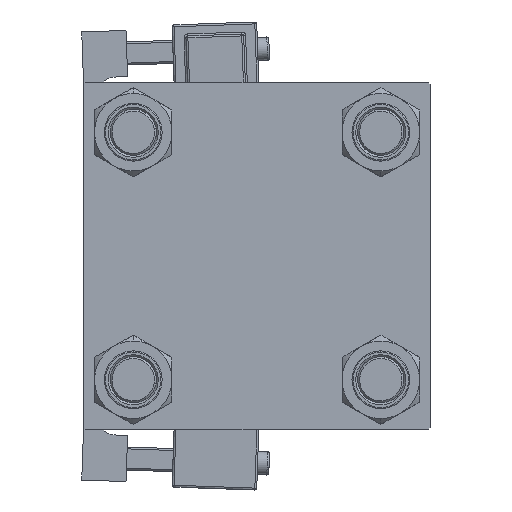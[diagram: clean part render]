
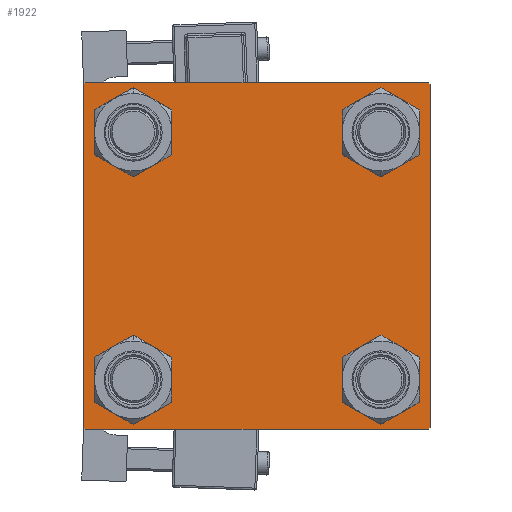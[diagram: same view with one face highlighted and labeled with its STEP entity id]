
A CAD part, left-side view. The second image highlights one B-rep face of the part: STEP entity #1922.
In plain terms, the highlighted planar face has unit normal (-1, 0, 0).
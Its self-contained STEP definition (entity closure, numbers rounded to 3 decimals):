
#28 = VECTOR ( 'NONE', #10439, 1000. ) ;
#132 = CARTESIAN_POINT ( 'NONE',  ( 0., 45., 44.5 ) ) ;
#807 = LINE ( 'NONE', #46039, #4518 ) ;
#1361 = VERTEX_POINT ( 'NONE', #10984 ) ;
#1512 = AXIS2_PLACEMENT_3D ( 'NONE', #12183, #15704, #15176 ) ;
#1922 = ADVANCED_FACE ( 'NONE', ( #45123, #36991, #15886, #16409, #8023 ), #11287, .T. ) ;
#1949 = EDGE_LOOP ( 'NONE', ( #33040, #49055, #42370, #10705, #10966, #8706, #50895, #34146 ) ) ;
#2087 = DIRECTION ( 'NONE',  ( 0., 0.707, 0.707 ) ) ;
#2380 = AXIS2_PLACEMENT_3D ( 'NONE', #30455, #51623, #14497 ) ;
#2405 = LINE ( 'NONE', #35443, #40966 ) ;
#2848 = VECTOR ( 'NONE', #53269, 1000. ) ;
#3099 = EDGE_CURVE ( 'NONE', #18211, #20857, #52167, .T. ) ;
#3696 = CIRCLE ( 'NONE', #32221, 6.5 ) ;
#3809 = CARTESIAN_POINT ( 'NONE',  ( 0., 44.5, 45. ) ) ;
#4035 = VECTOR ( 'NONE', #9122, 1000. ) ;
#4102 = CARTESIAN_POINT ( 'NONE',  ( 0., 32.15, -32.15 ) ) ;
#4518 = VECTOR ( 'NONE', #46577, 1000. ) ;
#5631 = VERTEX_POINT ( 'NONE', #45072 ) ;
#5698 = VERTEX_POINT ( 'NONE', #53487 ) ;
#5967 = EDGE_LOOP ( 'NONE', ( #39383, #46338 ) ) ;
#6371 = CARTESIAN_POINT ( 'NONE',  ( 0., -32.15, 32.15 ) ) ;
#6630 = DIRECTION ( 'NONE',  ( 0., 0., 1. ) ) ;
#7104 = CARTESIAN_POINT ( 'NONE',  ( 0., 44.5, -45. ) ) ;
#7504 = EDGE_CURVE ( 'NONE', #41690, #1361, #807, .T. ) ;
#7660 = ORIENTED_EDGE ( 'NONE', *, *, #32267, .T. ) ;
#8023 = FACE_OUTER_BOUND ( 'NONE', #1949, .T. ) ;
#8706 = ORIENTED_EDGE ( 'NONE', *, *, #36615, .T. ) ;
#8801 = EDGE_CURVE ( 'NONE', #37166, #19967, #32643, .T. ) ;
#9122 = DIRECTION ( 'NONE',  ( 0., -1., 0. ) ) ;
#9261 = DIRECTION ( 'NONE',  ( 1., 0., 0. ) ) ;
#10214 = LINE ( 'NONE', #34038, #27472 ) ;
#10439 = DIRECTION ( 'NONE',  ( 0., -1., 0. ) ) ;
#10705 = ORIENTED_EDGE ( 'NONE', *, *, #29213, .T. ) ;
#10774 = CARTESIAN_POINT ( 'NONE',  ( 0., -45., 44.5 ) ) ;
#10954 = DIRECTION ( 'NONE',  ( 1., 0., 0. ) ) ;
#10966 = ORIENTED_EDGE ( 'NONE', *, *, #7504, .F. ) ;
#10984 = CARTESIAN_POINT ( 'NONE',  ( 0., -45., -44.5 ) ) ;
#11033 = AXIS2_PLACEMENT_3D ( 'NONE', #38869, #10954, #39664 ) ;
#11287 = PLANE ( 'NONE',  #25931 ) ;
#12183 = CARTESIAN_POINT ( 'NONE',  ( 0., -32.15, 32.15 ) ) ;
#13372 = VERTEX_POINT ( 'NONE', #132 ) ;
#14173 = EDGE_LOOP ( 'NONE', ( #44648, #14571 ) ) ;
#14497 = DIRECTION ( 'NONE',  ( 0., 0., 1. ) ) ;
#14571 = ORIENTED_EDGE ( 'NONE', *, *, #32867, .T. ) ;
#15176 = DIRECTION ( 'NONE',  ( 0., 0., 1. ) ) ;
#15449 = EDGE_CURVE ( 'NONE', #18211, #13372, #49657, .T. ) ;
#15704 = DIRECTION ( 'NONE',  ( 1., 0., 0. ) ) ;
#15886 = FACE_BOUND ( 'NONE', #5967, .T. ) ;
#16403 = CARTESIAN_POINT ( 'NONE',  ( 0., 44.75, -44.75 ) ) ;
#16409 = FACE_BOUND ( 'NONE', #50406, .T. ) ;
#16452 = ORIENTED_EDGE ( 'NONE', *, *, #35401, .T. ) ;
#16493 = DIRECTION ( 'NONE',  ( 0., 0., 1. ) ) ;
#17074 = DIRECTION ( 'NONE',  ( 0., -0.707, 0.707 ) ) ;
#17420 = EDGE_CURVE ( 'NONE', #13372, #37166, #2405, .T. ) ;
#18211 = VERTEX_POINT ( 'NONE', #3809 ) ;
#18414 = EDGE_CURVE ( 'NONE', #22338, #24719, #3696, .T. ) ;
#18557 = DIRECTION ( 'NONE',  ( 1., 0., 0. ) ) ;
#19040 = CARTESIAN_POINT ( 'NONE',  ( 0., -44.5, -45. ) ) ;
#19626 = CARTESIAN_POINT ( 'NONE',  ( 0., -44.5, 45. ) ) ;
#19967 = VERTEX_POINT ( 'NONE', #7104 ) ;
#20344 = EDGE_CURVE ( 'NONE', #5631, #34648, #40113, .T. ) ;
#20525 = DIRECTION ( 'NONE',  ( 1., 0., 0. ) ) ;
#20857 = VERTEX_POINT ( 'NONE', #19626 ) ;
#20915 = CARTESIAN_POINT ( 'NONE',  ( 0., 44.75, 44.75 ) ) ;
#21165 = DIRECTION ( 'NONE',  ( 1., 0., 0. ) ) ;
#21589 = CARTESIAN_POINT ( 'NONE',  ( 0., 32.15, -25.65 ) ) ;
#22338 = VERTEX_POINT ( 'NONE', #32078 ) ;
#24719 = VERTEX_POINT ( 'NONE', #25322 ) ;
#25322 = CARTESIAN_POINT ( 'NONE',  ( 0., -32.15, -38.65 ) ) ;
#25629 = ORIENTED_EDGE ( 'NONE', *, *, #20344, .T. ) ;
#25931 = AXIS2_PLACEMENT_3D ( 'NONE', #32119, #49467, #40511 ) ;
#27472 = VECTOR ( 'NONE', #2087, 1000. ) ;
#28707 = EDGE_CURVE ( 'NONE', #40187, #5698, #40408, .T. ) ;
#28842 = CARTESIAN_POINT ( 'NONE',  ( 0., 32.15, -38.65 ) ) ;
#29157 = VECTOR ( 'NONE', #17074, 1000. ) ;
#29213 = EDGE_CURVE ( 'NONE', #44414, #1361, #33044, .T. ) ;
#29866 = EDGE_CURVE ( 'NONE', #46468, #49195, #52588, .T. ) ;
#30002 = CARTESIAN_POINT ( 'NONE',  ( 0., 32.15, 32.15 ) ) ;
#30455 = CARTESIAN_POINT ( 'NONE',  ( 0., 32.15, -32.15 ) ) ;
#30493 = CARTESIAN_POINT ( 'NONE',  ( 0., 45., -45. ) ) ;
#31482 = EDGE_CURVE ( 'NONE', #19967, #44414, #46497, .T. ) ;
#32078 = CARTESIAN_POINT ( 'NONE',  ( 0., -32.15, -25.65 ) ) ;
#32119 = CARTESIAN_POINT ( 'NONE',  ( 0., 0., 0. ) ) ;
#32221 = AXIS2_PLACEMENT_3D ( 'NONE', #33507, #20525, #45981 ) ;
#32267 = EDGE_CURVE ( 'NONE', #34648, #5631, #48201, .T. ) ;
#32643 = LINE ( 'NONE', #16403, #2848 ) ;
#32861 = EDGE_CURVE ( 'NONE', #49195, #46468, #51744, .T. ) ;
#32867 = EDGE_CURVE ( 'NONE', #24719, #22338, #44786, .T. ) ;
#32919 = ORIENTED_EDGE ( 'NONE', *, *, #28707, .T. ) ;
#33040 = ORIENTED_EDGE ( 'NONE', *, *, #17420, .T. ) ;
#33044 = LINE ( 'NONE', #41165, #29157 ) ;
#33507 = CARTESIAN_POINT ( 'NONE',  ( 0., -32.15, -32.15 ) ) ;
#33530 = AXIS2_PLACEMENT_3D ( 'NONE', #4102, #21165, #37941 ) ;
#34038 = CARTESIAN_POINT ( 'NONE',  ( 0., -44.75, 44.75 ) ) ;
#34146 = ORIENTED_EDGE ( 'NONE', *, *, #15449, .T. ) ;
#34648 = VERTEX_POINT ( 'NONE', #50633 ) ;
#34734 = CARTESIAN_POINT ( 'NONE',  ( 0., -32.15, 25.65 ) ) ;
#35401 = EDGE_CURVE ( 'NONE', #5698, #40187, #38708, .T. ) ;
#35443 = CARTESIAN_POINT ( 'NONE',  ( 0., 45., 45. ) ) ;
#36615 = EDGE_CURVE ( 'NONE', #41690, #20857, #10214, .T. ) ;
#36991 = FACE_BOUND ( 'NONE', #14173, .T. ) ;
#37166 = VERTEX_POINT ( 'NONE', #39904 ) ;
#37308 = DIRECTION ( 'NONE',  ( 0., 0., -1. ) ) ;
#37825 = AXIS2_PLACEMENT_3D ( 'NONE', #6371, #18557, #6630 ) ;
#37941 = DIRECTION ( 'NONE',  ( 0., 0., 1. ) ) ;
#38708 = CIRCLE ( 'NONE', #1512, 6.5 ) ;
#38773 = CARTESIAN_POINT ( 'NONE',  ( 0., 32.15, 32.15 ) ) ;
#38869 = CARTESIAN_POINT ( 'NONE',  ( 0., -32.15, -32.15 ) ) ;
#38878 = CARTESIAN_POINT ( 'NONE',  ( 0., 45., 45. ) ) ;
#39212 = VECTOR ( 'NONE', #49919, 1000. ) ;
#39383 = ORIENTED_EDGE ( 'NONE', *, *, #32861, .T. ) ;
#39664 = DIRECTION ( 'NONE',  ( 0., 0., 1. ) ) ;
#39904 = CARTESIAN_POINT ( 'NONE',  ( 0., 45., -44.5 ) ) ;
#40113 = CIRCLE ( 'NONE', #49659, 6.5 ) ;
#40187 = VERTEX_POINT ( 'NONE', #34734 ) ;
#40408 = CIRCLE ( 'NONE', #37825, 6.5 ) ;
#40511 = DIRECTION ( 'NONE',  ( 0., 0., 1. ) ) ;
#40966 = VECTOR ( 'NONE', #37308, 1000. ) ;
#41165 = CARTESIAN_POINT ( 'NONE',  ( 0., -44.75, -44.75 ) ) ;
#41690 = VERTEX_POINT ( 'NONE', #10774 ) ;
#42370 = ORIENTED_EDGE ( 'NONE', *, *, #31482, .T. ) ;
#44414 = VERTEX_POINT ( 'NONE', #19040 ) ;
#44648 = ORIENTED_EDGE ( 'NONE', *, *, #18414, .T. ) ;
#44786 = CIRCLE ( 'NONE', #11033, 6.5 ) ;
#45072 = CARTESIAN_POINT ( 'NONE',  ( 0., 32.15, 38.65 ) ) ;
#45123 = FACE_BOUND ( 'NONE', #47815, .T. ) ;
#45981 = DIRECTION ( 'NONE',  ( 0., 0., 1. ) ) ;
#46039 = CARTESIAN_POINT ( 'NONE',  ( 0., -45., 45. ) ) ;
#46338 = ORIENTED_EDGE ( 'NONE', *, *, #29866, .T. ) ;
#46468 = VERTEX_POINT ( 'NONE', #28842 ) ;
#46497 = LINE ( 'NONE', #30493, #4035 ) ;
#46577 = DIRECTION ( 'NONE',  ( 0., 0., -1. ) ) ;
#47815 = EDGE_LOOP ( 'NONE', ( #16452, #32919 ) ) ;
#48201 = CIRCLE ( 'NONE', #49948, 6.5 ) ;
#49055 = ORIENTED_EDGE ( 'NONE', *, *, #8801, .T. ) ;
#49195 = VERTEX_POINT ( 'NONE', #21589 ) ;
#49467 = DIRECTION ( 'NONE',  ( -1., 0., 0. ) ) ;
#49657 = LINE ( 'NONE', #20915, #39212 ) ;
#49659 = AXIS2_PLACEMENT_3D ( 'NONE', #30002, #50632, #16493 ) ;
#49919 = DIRECTION ( 'NONE',  ( 0., 0.707, -0.707 ) ) ;
#49948 = AXIS2_PLACEMENT_3D ( 'NONE', #38773, #9261, #51268 ) ;
#50406 = EDGE_LOOP ( 'NONE', ( #25629, #7660 ) ) ;
#50632 = DIRECTION ( 'NONE',  ( 1., 0., 0. ) ) ;
#50633 = CARTESIAN_POINT ( 'NONE',  ( 0., 32.15, 25.65 ) ) ;
#50895 = ORIENTED_EDGE ( 'NONE', *, *, #3099, .F. ) ;
#51268 = DIRECTION ( 'NONE',  ( 0., 0., 1. ) ) ;
#51623 = DIRECTION ( 'NONE',  ( 1., 0., 0. ) ) ;
#51744 = CIRCLE ( 'NONE', #2380, 6.5 ) ;
#52167 = LINE ( 'NONE', #38878, #28 ) ;
#52588 = CIRCLE ( 'NONE', #33530, 6.5 ) ;
#53269 = DIRECTION ( 'NONE',  ( 0., -0.707, -0.707 ) ) ;
#53487 = CARTESIAN_POINT ( 'NONE',  ( 0., -32.15, 38.65 ) ) ;
